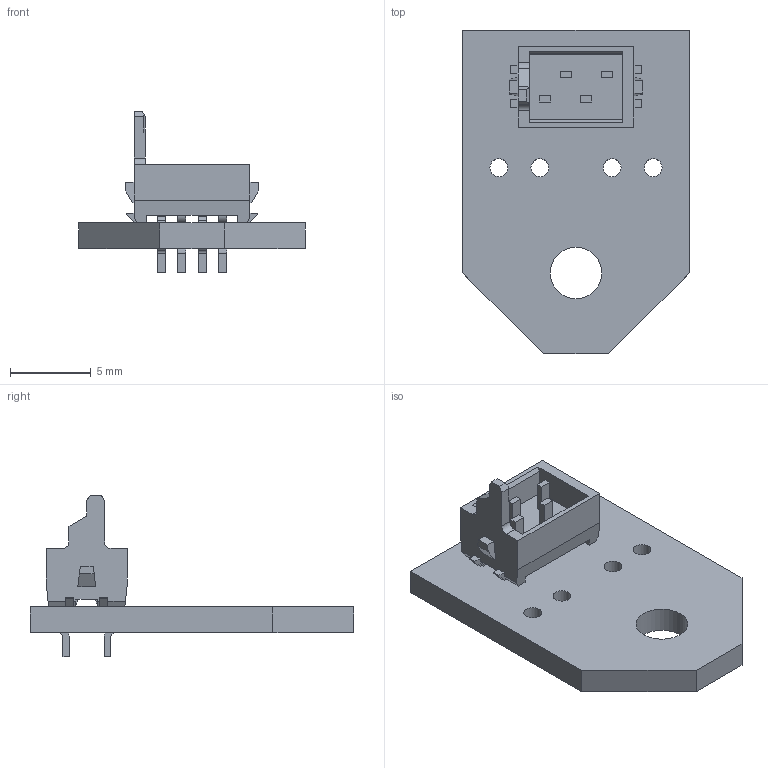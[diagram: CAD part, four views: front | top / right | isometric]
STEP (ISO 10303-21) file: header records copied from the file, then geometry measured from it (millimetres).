
FILE_DESCRIPTION(('FreeCAD Model'),'2;1');
FILE_NAME('ledsAdapter_base.step', '2020-09-25T14:15:47',('Author'),(''), 'Open CASCADE STEP processor 7.3','FreeCAD','Unknown');
FILE_SCHEMA(('AUTOMOTIVE_DESIGN { 1 0 10303 214 1 1 1 1 }'));
Length unit declared in the file: millimetre
Products named in the file (8): LedAdapter; Board_Geoms_fb56; Local_CS_fb56; Pcb_fb56; PCB_Sketch_fb56; Step_Models_fb56; Top_fb56; J1_c-215464-4-c-3d_5F6DDE74
Assembly tree (7 placements, depth 4):
  LedAdapter
    Board_Geoms_fb56
      Local_CS_fb56
      Pcb_fb56
      PCB_Sketch_fb56
    Step_Models_fb56
      Top_fb56
        J1_c-215464-4-c-3d_5F6DDE74
Bounding box: 14 x 20 x 10 mm (x, y, z)
Volume: 466.8 mm3; surface area: 889.4 mm2
Topology: 2 solids, 2 shells, 178 faces, 497 edges, 339 vertices
Faces by surface type: plane 135, cylinder 43
Full cylindrical faces by diameter (mm): 0.8 x4, 1.1 x4, 3.2 x1
Entity records: 6998 total; most frequent: CARTESIAN_POINT 1022, ORIENTED_EDGE 982, DIRECTION 955, EDGE_CURVE 491, LINE 411, VECTOR 411, VERTEX_POINT 327, AXIS2_PLACEMENT_3D 272
